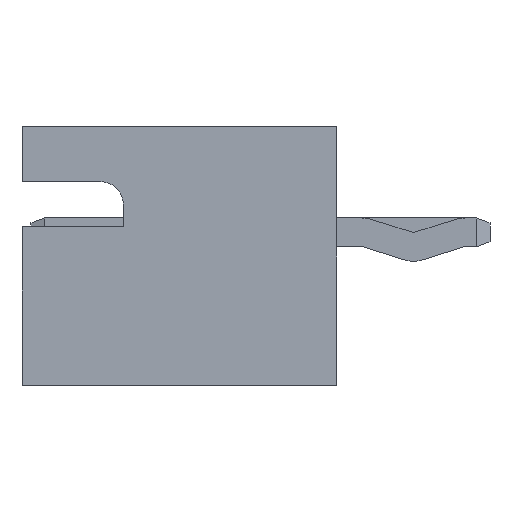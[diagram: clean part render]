
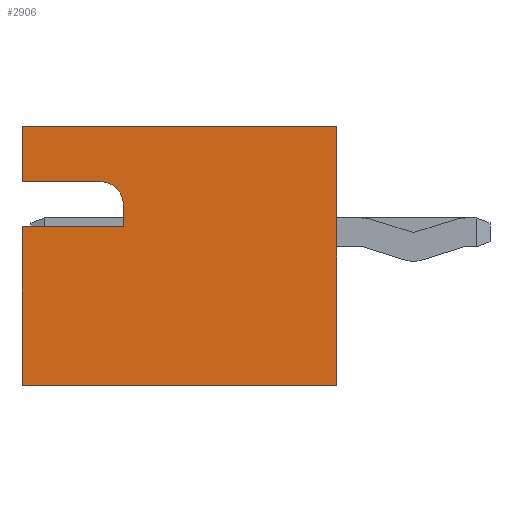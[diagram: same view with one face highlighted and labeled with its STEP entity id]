
A CAD part, left-side view. The second image highlights one B-rep face of the part: STEP entity #2906.
In plain terms, the highlighted planar face has unit normal (-1, 0, 0).
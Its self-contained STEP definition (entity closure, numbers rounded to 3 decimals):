
#122 = AXIS2_PLACEMENT_3D ( 'NONE', #5919, #1836, #5342 ) ;
#208 = EDGE_CURVE ( 'NONE', #3662, #1710, #2407, .T. ) ;
#260 = VERTEX_POINT ( 'NONE', #7341 ) ;
#363 = CARTESIAN_POINT ( 'NONE',  ( -6.2, 0., -2.875 ) ) ;
#370 = VECTOR ( 'NONE', #889, 1000. ) ;
#508 = LINE ( 'NONE', #3735, #6840 ) ;
#626 = CARTESIAN_POINT ( 'NONE',  ( -6.2, 7., 0.65 ) ) ;
#732 = CARTESIAN_POINT ( 'NONE',  ( -6.2, 7., 0. ) ) ;
#760 = ORIENTED_EDGE ( 'NONE', *, *, #208, .T. ) ;
#806 = CIRCLE ( 'NONE', #2527, 0.5 ) ;
#889 = DIRECTION ( 'NONE',  ( 0., -1., 0. ) ) ;
#1099 = DIRECTION ( 'NONE',  ( 0., 0., 1. ) ) ;
#1243 = ORIENTED_EDGE ( 'NONE', *, *, #5998, .T. ) ;
#1422 = ORIENTED_EDGE ( 'NONE', *, *, #3953, .T. ) ;
#1447 = VECTOR ( 'NONE', #5692, 1000. ) ;
#1497 = FACE_OUTER_BOUND ( 'NONE', #6721, .T. ) ;
#1710 = VERTEX_POINT ( 'NONE', #2157 ) ;
#1732 = LINE ( 'NONE', #5113, #1825 ) ;
#1763 = VERTEX_POINT ( 'NONE', #2730 ) ;
#1825 = VECTOR ( 'NONE', #1099, 1000. ) ;
#1836 = DIRECTION ( 'NONE',  ( 1., 0., 0. ) ) ;
#2029 = DIRECTION ( 'NONE',  ( 0., 0., 1. ) ) ;
#2118 = VERTEX_POINT ( 'NONE', #5493 ) ;
#2124 = EDGE_CURVE ( 'NONE', #5920, #3568, #4631, .T. ) ;
#2157 = CARTESIAN_POINT ( 'NONE',  ( -6.2, 4.75, 0.65 ) ) ;
#2407 = LINE ( 'NONE', #6797, #1447 ) ;
#2527 = AXIS2_PLACEMENT_3D ( 'NONE', #5779, #2797, #5188 ) ;
#2730 = CARTESIAN_POINT ( 'NONE',  ( -6.2, 7., 1.65 ) ) ;
#2797 = DIRECTION ( 'NONE',  ( -1., 0., 0. ) ) ;
#2906 = ADVANCED_FACE ( 'NONE', ( #1497 ), #6442, .F. ) ;
#3137 = LINE ( 'NONE', #732, #5046 ) ;
#3144 = DIRECTION ( 'NONE',  ( 0., 1., 0. ) ) ;
#3568 = VERTEX_POINT ( 'NONE', #7052 ) ;
#3618 = LINE ( 'NONE', #626, #6858 ) ;
#3662 = VERTEX_POINT ( 'NONE', #6675 ) ;
#3735 = CARTESIAN_POINT ( 'NONE',  ( -6.2, 7., 0. ) ) ;
#3781 = LINE ( 'NONE', #4873, #5496 ) ;
#3875 = LINE ( 'NONE', #6184, #4333 ) ;
#3953 = EDGE_CURVE ( 'NONE', #5303, #3568, #1732, .T. ) ;
#4246 = DIRECTION ( 'NONE',  ( 0., 0., 1. ) ) ;
#4333 = VECTOR ( 'NONE', #6135, 1000. ) ;
#4372 = ORIENTED_EDGE ( 'NONE', *, *, #2124, .F. ) ;
#4492 = ORIENTED_EDGE ( 'NONE', *, *, #5974, .T. ) ;
#4611 = EDGE_CURVE ( 'NONE', #3662, #260, #806, .T. ) ;
#4631 = LINE ( 'NONE', #6611, #370 ) ;
#4699 = ORIENTED_EDGE ( 'NONE', *, *, #4780, .T. ) ;
#4756 = ORIENTED_EDGE ( 'NONE', *, *, #6965, .F. ) ;
#4780 = EDGE_CURVE ( 'NONE', #1710, #2118, #3618, .T. ) ;
#4873 = CARTESIAN_POINT ( 'NONE',  ( -6.2, 7., -2.875 ) ) ;
#5046 = VECTOR ( 'NONE', #2029, 1000. ) ;
#5113 = CARTESIAN_POINT ( 'NONE',  ( -6.2, 0., 0. ) ) ;
#5188 = DIRECTION ( 'NONE',  ( 0., 0., 1. ) ) ;
#5239 = VERTEX_POINT ( 'NONE', #6942 ) ;
#5303 = VERTEX_POINT ( 'NONE', #363 ) ;
#5342 = DIRECTION ( 'NONE',  ( 0., 0., -1. ) ) ;
#5463 = DIRECTION ( 'NONE',  ( 0., -1., 0. ) ) ;
#5493 = CARTESIAN_POINT ( 'NONE',  ( -6.2, 7., 0.65 ) ) ;
#5496 = VECTOR ( 'NONE', #5463, 1000. ) ;
#5692 = DIRECTION ( 'NONE',  ( 0., 0., -1. ) ) ;
#5694 = EDGE_CURVE ( 'NONE', #5239, #2118, #3137, .T. ) ;
#5779 = CARTESIAN_POINT ( 'NONE',  ( -6.2, 5.25, 1.15 ) ) ;
#5919 = CARTESIAN_POINT ( 'NONE',  ( -6.2, 7., 0. ) ) ;
#5920 = VERTEX_POINT ( 'NONE', #6117 ) ;
#5974 = EDGE_CURVE ( 'NONE', #5239, #5303, #3781, .T. ) ;
#5998 = EDGE_CURVE ( 'NONE', #1763, #260, #3875, .T. ) ;
#6117 = CARTESIAN_POINT ( 'NONE',  ( -6.2, 7., 2.875 ) ) ;
#6119 = ORIENTED_EDGE ( 'NONE', *, *, #4611, .F. ) ;
#6135 = DIRECTION ( 'NONE',  ( 0., -1., 0. ) ) ;
#6184 = CARTESIAN_POINT ( 'NONE',  ( -6.2, 7., 1.65 ) ) ;
#6442 = PLANE ( 'NONE',  #122 ) ;
#6611 = CARTESIAN_POINT ( 'NONE',  ( -6.2, 7., 2.875 ) ) ;
#6675 = CARTESIAN_POINT ( 'NONE',  ( -6.2, 4.75, 1.15 ) ) ;
#6721 = EDGE_LOOP ( 'NONE', ( #760, #4699, #6844, #4492, #1422, #4372, #4756, #1243, #6119 ) ) ;
#6797 = CARTESIAN_POINT ( 'NONE',  ( -6.2, 4.75, 0. ) ) ;
#6840 = VECTOR ( 'NONE', #4246, 1000. ) ;
#6844 = ORIENTED_EDGE ( 'NONE', *, *, #5694, .F. ) ;
#6858 = VECTOR ( 'NONE', #3144, 1000. ) ;
#6942 = CARTESIAN_POINT ( 'NONE',  ( -6.2, 7., -2.875 ) ) ;
#6965 = EDGE_CURVE ( 'NONE', #1763, #5920, #508, .T. ) ;
#7052 = CARTESIAN_POINT ( 'NONE',  ( -6.2, 0., 2.875 ) ) ;
#7341 = CARTESIAN_POINT ( 'NONE',  ( -6.2, 5.25, 1.65 ) ) ;
